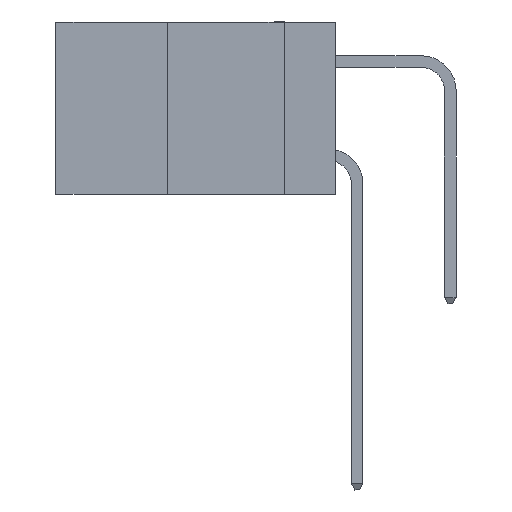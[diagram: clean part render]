
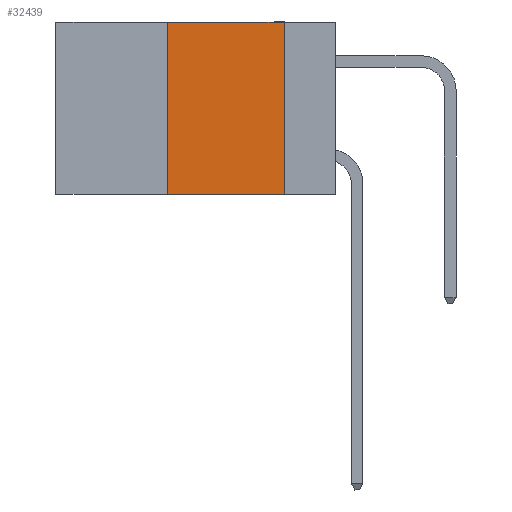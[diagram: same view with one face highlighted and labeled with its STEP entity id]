
A CAD part, left-side view. The second image highlights one B-rep face of the part: STEP entity #32439.
In plain terms, the highlighted planar face has unit normal (-1, 0, 0).
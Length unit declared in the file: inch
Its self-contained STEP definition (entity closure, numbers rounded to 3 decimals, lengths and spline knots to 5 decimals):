
#227 = CARTESIAN_POINT ( 'NONE',  ( 0., 0.6, 0. ) ) ;
#3383 = ORIENTED_EDGE ( 'NONE', *, *, #30132, .F. ) ;
#3462 = VERTEX_POINT ( 'NONE', #31842 ) ;
#4469 = CARTESIAN_POINT ( 'NONE',  ( 0., 0.6, -0.37 ) ) ;
#5331 = VECTOR ( 'NONE', #30269, 39.37008 ) ;
#5361 = AXIS2_PLACEMENT_3D ( 'NONE', #227, #23421, #8000 ) ;
#5930 = LINE ( 'NONE', #29234, #24866 ) ;
#6255 = VERTEX_POINT ( 'NONE', #18197 ) ;
#7437 = VERTEX_POINT ( 'NONE', #21368 ) ;
#8000 = DIRECTION ( 'NONE',  ( 0., 0., -1. ) ) ;
#8257 = ORIENTED_EDGE ( 'NONE', *, *, #16278, .T. ) ;
#13499 = VERTEX_POINT ( 'NONE', #30359 ) ;
#14736 = VECTOR ( 'NONE', #14824, 39.37008 ) ;
#14824 = DIRECTION ( 'NONE',  ( 0., -1., 0. ) ) ;
#15533 = LINE ( 'NONE', #4469, #14736 ) ;
#15692 = VECTOR ( 'NONE', #22414, 39.37008 ) ;
#16278 = EDGE_CURVE ( 'NONE', #6255, #7437, #15533, .T. ) ;
#17325 = CARTESIAN_POINT ( 'NONE',  ( 0., 0.36, 0. ) ) ;
#18197 = CARTESIAN_POINT ( 'NONE',  ( 0., 0.36, -0.37 ) ) ;
#18244 = PLANE ( 'NONE',  #5361 ) ;
#21368 = CARTESIAN_POINT ( 'NONE',  ( 0., 0.11, -0.37 ) ) ;
#21497 = EDGE_CURVE ( 'NONE', #6255, #13499, #29438, .T. ) ;
#22414 = DIRECTION ( 'NONE',  ( 0., 0., 1. ) ) ;
#23148 = ORIENTED_EDGE ( 'NONE', *, *, #21497, .F. ) ;
#23421 = DIRECTION ( 'NONE',  ( 1., 0., 0. ) ) ;
#24023 = DIRECTION ( 'NONE',  ( 0., 0., -1. ) ) ;
#24356 = ORIENTED_EDGE ( 'NONE', *, *, #25405, .F. ) ;
#24866 = VECTOR ( 'NONE', #24023, 39.37008 ) ;
#25405 = EDGE_CURVE ( 'NONE', #13499, #3462, #31957, .T. ) ;
#27626 = CARTESIAN_POINT ( 'NONE',  ( 0., 0.6, 0. ) ) ;
#27913 = FACE_OUTER_BOUND ( 'NONE', #29580, .T. ) ;
#29234 = CARTESIAN_POINT ( 'NONE',  ( 0., 0.11, 0. ) ) ;
#29438 = LINE ( 'NONE', #17325, #15692 ) ;
#29580 = EDGE_LOOP ( 'NONE', ( #3383, #24356, #23148, #8257 ) ) ;
#30132 = EDGE_CURVE ( 'NONE', #3462, #7437, #5930, .T. ) ;
#30269 = DIRECTION ( 'NONE',  ( 0., -1., 0. ) ) ;
#30359 = CARTESIAN_POINT ( 'NONE',  ( 0., 0.36, 0. ) ) ;
#31842 = CARTESIAN_POINT ( 'NONE',  ( 0., 0.11, 0. ) ) ;
#31957 = LINE ( 'NONE', #27626, #5331 ) ;
#32439 = ADVANCED_FACE ( 'NONE', ( #27913 ), #18244, .F. ) ;
